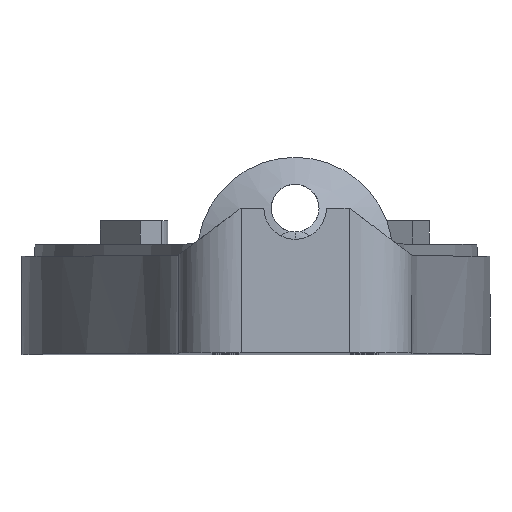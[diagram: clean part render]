
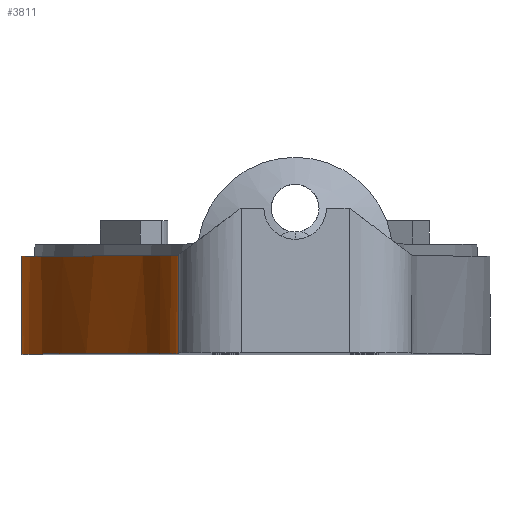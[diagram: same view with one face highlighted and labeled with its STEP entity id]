
A CAD part, top view. The second image highlights one B-rep face of the part: STEP entity #3811.
In plain terms, the highlighted free-form (B-spline) face has degree [3, 1] with [4, 2] control points.
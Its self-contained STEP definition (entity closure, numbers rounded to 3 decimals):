
#79 = ORIENTED_EDGE ( 'NONE', *, *, #212, .F. ) ;
#162 = CARTESIAN_POINT ( 'NONE',  ( -34.9, 0., -60. ) ) ;
#193 = CARTESIAN_POINT ( 'NONE',  ( -14.9, 0., 0. ) ) ;
#212 = EDGE_CURVE ( 'NONE', #3009, #2894, #794, .T. ) ;
#387 = CARTESIAN_POINT ( 'NONE',  ( -21.738, 12.5, -20.139 ) ) ;
#478 = ORIENTED_EDGE ( 'NONE', *, *, #4742, .F. ) ;
#482 = CARTESIAN_POINT ( 'NONE',  ( -14.915, 12.5, -1.365 ) ) ;
#701 = CARTESIAN_POINT ( 'NONE',  ( -34.811, 12.5, -54.633 ) ) ;
#794 = LINE ( 'NONE', #4690, #5000 ) ;
#828 = LINE ( 'NONE', #5100, #4420 ) ;
#858 = CARTESIAN_POINT ( 'NONE',  ( -26.549, 12.5, -26.707 ) ) ;
#956 = CARTESIAN_POINT ( 'NONE',  ( -28.666, 12.5, -30.157 ) ) ;
#974 = CARTESIAN_POINT ( 'NONE',  ( -34.9, 0., -60. ) ) ;
#1367 = CARTESIAN_POINT ( 'NONE',  ( -30.169, 12.5, -33.177 ) ) ;
#1403 = CARTESIAN_POINT ( 'NONE',  ( -17.207, 12.5, -12.571 ) ) ;
#1645 = CARTESIAN_POINT ( 'NONE',  ( -14.9, 12.5, 0. ) ) ;
#1654 = CARTESIAN_POINT ( 'NONE',  ( -34.9, 12.5, -60. ) ) ;
#1685 = CARTESIAN_POINT ( 'NONE',  ( -14.9, 0., -25. ) ) ;
#1756 = CARTESIAN_POINT ( 'NONE',  ( -31.213, 12.5, -35.684 ) ) ;
#1812 = DIRECTION ( 'NONE',  ( 0., -1., 0. ) ) ;
#1816 = CARTESIAN_POINT ( 'NONE',  ( -18.402, 12.5, -15.026 ) ) ;
#1845 = CARTESIAN_POINT ( 'NONE',  ( -14.9, 12.5, 0. ) ) ;
#1874 = CARTESIAN_POINT ( 'NONE',  ( -29.302, 12.5, -31.346 ) ) ;
#1987 = CARTESIAN_POINT ( 'NONE',  ( -14.9, 0., -25. ) ) ;
#2014 = B_SPLINE_CURVE_WITH_KNOTS ( 'NONE', 3,
 ( #5488, #4638, #701, #6069, #2227, #4543, #5582, #1756, #6166, #3238, #1367, #1874, #956, #5168, #858, #2797, #4730, #387, #3773, #1816, #2828, #5291, #1403, #5264, #2319, #4253, #4823, #4191, #6224, #482, #6195, #1845 ),
 .UNSPECIFIED., .F., .F.,
 ( 4, 2, 2, 2, 2, 2, 2, 2, 2, 2, 2, 2, 2, 2, 2, 4 ),
 ( 0., 0.008, 0.016, 0.024, 0.026, 0.028, 0.032, 0.036, 0.04, 0.048, 0.05, 0.052, 0.056, 0.06, 0.062, 0.064 ),
 .UNSPECIFIED. ) ;
#2227 = CARTESIAN_POINT ( 'NONE',  ( -34.056, 12.5, -46.679 ) ) ;
#2319 = CARTESIAN_POINT ( 'NONE',  ( -16.059, 12.5, -9.399 ) ) ;
#2365 = CARTESIAN_POINT ( 'NONE',  ( -14.9, 0., 0. ) ) ;
#2432 = EDGE_CURVE ( 'NONE', #2894, #2459, #4133, .T. ) ;
#2459 = VERTEX_POINT ( 'NONE', #4333 ) ;
#2506 = CARTESIAN_POINT ( 'NONE',  ( -14.9, 12.5, -25. ) ) ;
#2565 = FACE_OUTER_BOUND ( 'NONE', #3731, .T. ) ;
#2797 = CARTESIAN_POINT ( 'NONE',  ( -24.996, 12.5, -24.487 ) ) ;
#2828 = CARTESIAN_POINT ( 'NONE',  ( -18.081, 12.5, -14.424 ) ) ;
#2894 = VERTEX_POINT ( 'NONE', #2365 ) ;
#2924 = ORIENTED_EDGE ( 'NONE', *, *, #2432, .F. ) ;
#3009 = VERTEX_POINT ( 'NONE', #1645 ) ;
#3238 = CARTESIAN_POINT ( 'NONE',  ( -30.444, 12.5, -33.796 ) ) ;
#3472 = EDGE_CURVE ( 'NONE', #5910, #2459, #828, .T. ) ;
#3593 = B_SPLINE_SURFACE_WITH_KNOTS ( 'NONE', 3, 1, ( 
 ( #4944, #193 ),
 ( #2506, #1685 ),
 ( #4054, #4468 ),
 ( #1654, #162 ) ),
 .UNSPECIFIED., .F., .F., .F.,
 ( 4, 4 ),
 ( 2, 2 ),
 ( 0., 1. ),
 ( 0., 1. ),
 .UNSPECIFIED. ) ;
#3731 = EDGE_LOOP ( 'NONE', ( #2924, #79, #478, #4394 ) ) ;
#3773 = CARTESIAN_POINT ( 'NONE',  ( -20.095, 12.5, -17.975 ) ) ;
#3811 = ADVANCED_FACE ( 'NONE', ( #2565 ), #3593, .T. ) ;
#3853 = CARTESIAN_POINT ( 'NONE',  ( -34.9, 0., -20. ) ) ;
#3880 = CARTESIAN_POINT ( 'NONE',  ( -14.9, 0., 0. ) ) ;
#4054 = CARTESIAN_POINT ( 'NONE',  ( -34.9, 12.5, -20. ) ) ;
#4133 = B_SPLINE_CURVE_WITH_KNOTS ( 'NONE', 3,
 ( #3880, #1987, #3853, #974 ),
 .UNSPECIFIED., .F., .F.,
 ( 4, 4 ),
 ( 0., 1. ),
 .UNSPECIFIED. ) ;
#4155 = CARTESIAN_POINT ( 'NONE',  ( -34.9, 12.5, -60. ) ) ;
#4191 = CARTESIAN_POINT ( 'NONE',  ( -15.028, 12.5, -3.409 ) ) ;
#4253 = CARTESIAN_POINT ( 'NONE',  ( -15.447, 12.5, -6.778 ) ) ;
#4333 = CARTESIAN_POINT ( 'NONE',  ( -34.9, 0., -60. ) ) ;
#4394 = ORIENTED_EDGE ( 'NONE', *, *, #3472, .T. ) ;
#4420 = VECTOR ( 'NONE', #6165, 1000. ) ;
#4468 = CARTESIAN_POINT ( 'NONE',  ( -34.9, 0., -20. ) ) ;
#4543 = CARTESIAN_POINT ( 'NONE',  ( -33.046, 12.5, -41.454 ) ) ;
#4638 = CARTESIAN_POINT ( 'NONE',  ( -34.9, 12.5, -57.31 ) ) ;
#4690 = CARTESIAN_POINT ( 'NONE',  ( -14.9, 2., 0. ) ) ;
#4730 = CARTESIAN_POINT ( 'NONE',  ( -24.184, 12.5, -23.397 ) ) ;
#4742 = EDGE_CURVE ( 'NONE', #5910, #3009, #2014, .T. ) ;
#4823 = CARTESIAN_POINT ( 'NONE',  ( -15.234, 12.5, -5.443 ) ) ;
#4944 = CARTESIAN_POINT ( 'NONE',  ( -14.9, 12.5, 0. ) ) ;
#5000 = VECTOR ( 'NONE', #1812, 1000. ) ;
#5100 = CARTESIAN_POINT ( 'NONE',  ( -34.9, 2., -60. ) ) ;
#5168 = CARTESIAN_POINT ( 'NONE',  ( -27.29, 12.5, -27.838 ) ) ;
#5264 = CARTESIAN_POINT ( 'NONE',  ( -16.457, 12.5, -10.684 ) ) ;
#5291 = CARTESIAN_POINT ( 'NONE',  ( -17.482, 12.5, -13.193 ) ) ;
#5488 = CARTESIAN_POINT ( 'NONE',  ( -34.9, 12.5, -60. ) ) ;
#5582 = CARTESIAN_POINT ( 'NONE',  ( -32.368, 12.5, -38.868 ) ) ;
#5910 = VERTEX_POINT ( 'NONE', #4155 ) ;
#6069 = CARTESIAN_POINT ( 'NONE',  ( -34.388, 12.5, -49.318 ) ) ;
#6165 = DIRECTION ( 'NONE',  ( 0., -1., 0. ) ) ;
#6166 = CARTESIAN_POINT ( 'NONE',  ( -30.966, 12.5, -35.048 ) ) ;
#6195 = CARTESIAN_POINT ( 'NONE',  ( -14.9, 12.5, -0.683 ) ) ;
#6224 = CARTESIAN_POINT ( 'NONE',  ( -14.979, 12.5, -2.727 ) ) ;
